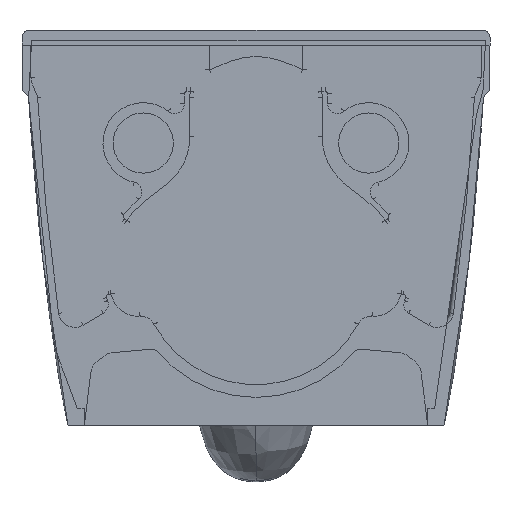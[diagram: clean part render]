
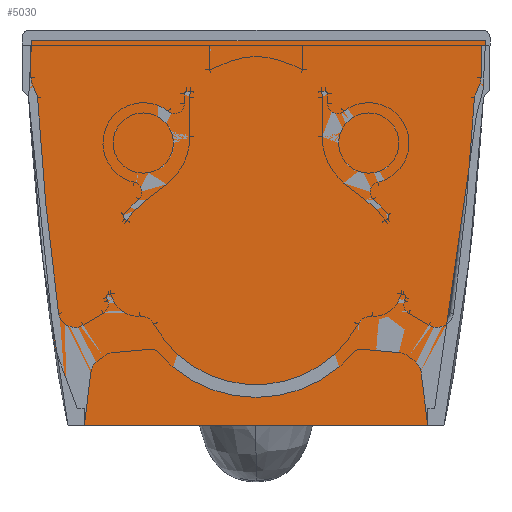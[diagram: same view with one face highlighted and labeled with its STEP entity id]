
A CAD part, left-side view. The second image highlights one B-rep face of the part: STEP entity #5030.
In plain terms, the highlighted planar face has unit normal (-1, 0, 0).
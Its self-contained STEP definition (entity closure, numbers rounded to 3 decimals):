
#1109=PLANE('',#95024);
#1534=LINE('',#94309,#3829);
#1535=LINE('',#94340,#3831);
#1539=LINE('',#94309,#3836);
#1540=LINE('',#94321,#3837);
#1541=LINE('',#94392,#3838);
#1542=LINE('',#94393,#3839);
#1543=LINE('',#94394,#3840);
#1544=LINE('',#94395,#3841);
#1545=LINE('',#94396,#3842);
#1546=LINE('',#94397,#3843);
#1547=LINE('',#94398,#3844);
#1548=LINE('',#94391,#3845);
#3829=VECTOR('',#95044,13.754);
#3831=VECTOR('',#95044,13.754);
#3836=VECTOR('',#95045,5.57);
#3837=VECTOR('',#95047,274.);
#3838=VECTOR('',#95045,5.57);
#3839=VECTOR('',#95642,235.844);
#3840=VECTOR('',#95643,22.097);
#3841=VECTOR('',#95644,38.679);
#3842=VECTOR('',#95047,362.281);
#3843=VECTOR('',#95645,46.134);
#3844=VECTOR('',#95646,200.129);
#3845=VECTOR('',#95647,51.696);
#5030=ADVANCED_FACE('Volume49',(#6207),#1109,.T.);
#6207=FACE_OUTER_BOUND('',#18295,.T.);
#11878=ORIENTED_EDGE('',*,*,#14793,.F.);
#11879=ORIENTED_EDGE('',*,*,#14783,.T.);
#11880=ORIENTED_EDGE('',*,*,#14794,.T.);
#11881=ORIENTED_EDGE('',*,*,#14785,.F.);
#11882=ORIENTED_EDGE('',*,*,#14795,.F.);
#11883=ORIENTED_EDGE('',*,*,#14796,.F.);
#11884=ORIENTED_EDGE('',*,*,#14797,.F.);
#11885=ORIENTED_EDGE('',*,*,#14798,.F.);
#11886=ORIENTED_EDGE('',*,*,#14799,.F.);
#11887=ORIENTED_EDGE('',*,*,#14800,.F.);
#11888=ORIENTED_EDGE('',*,*,#14801,.F.);
#11889=ORIENTED_EDGE('',*,*,#14802,.F.);
#14783=EDGE_CURVE('6',#17079,#17083,#1534,.T.);
#14785=EDGE_CURVE('8',#17084,#17086,#1535,.T.);
#14793=EDGE_CURVE('16',#17079,#17092,#1539,.T.);
#14794=EDGE_CURVE('17',#17083,#17086,#1540,.T.);
#14795=EDGE_CURVE('18',#17093,#17084,#1541,.T.);
#14796=EDGE_CURVE('19',#17094,#17093,#1542,.T.);
#14797=EDGE_CURVE('20',#17095,#17094,#1543,.T.);
#14798=EDGE_CURVE('21',#17096,#17095,#1544,.T.);
#14799=EDGE_CURVE('22',#17097,#17096,#1545,.T.);
#14800=EDGE_CURVE('23',#17098,#17097,#1546,.T.);
#14801=EDGE_CURVE('24',#17099,#17098,#1547,.T.);
#14802=EDGE_CURVE('25',#17092,#17099,#1548,.T.);
#17079=VERTEX_POINT('2',#94309);
#17083=VERTEX_POINT('6',#94321);
#17084=VERTEX_POINT('7',#94340);
#17086=VERTEX_POINT('9',#94343);
#17092=VERTEX_POINT('15',#94391);
#17093=VERTEX_POINT('16',#94392);
#17094=VERTEX_POINT('17',#94393);
#17095=VERTEX_POINT('18',#94394);
#17096=VERTEX_POINT('19',#94395);
#17097=VERTEX_POINT('20',#94396);
#17098=VERTEX_POINT('21',#94397);
#17099=VERTEX_POINT('22',#94398);
#18295=EDGE_LOOP('',(#11878,#11879,#11880,#11881,#11882,#11883,#11884,#11885,#11886,#11887,#11888,#11889));
#94309=CARTESIAN_POINT('',(-268.082,-184.403,67.105));
#94321=CARTESIAN_POINT('',(-268.082,-184.403,53.351));
#94340=CARTESIAN_POINT('',(-268.082,-458.403,67.105));
#94343=CARTESIAN_POINT('',(-268.082,-458.403,53.351));
#94390=CARTESIAN_POINT('',(-268.082,-504.572,53.351));
#94391=CARTESIAN_POINT('',(-268.082,-178.833,67.105));
#94392=CARTESIAN_POINT('',(-268.082,-463.972,67.105));
#94393=CARTESIAN_POINT('',(-268.082,-497.277,300.586));
#94394=CARTESIAN_POINT('',(-268.082,-502.709,322.005));
#94395=CARTESIAN_POINT('',(-268.082,-504.572,360.639));
#94396=CARTESIAN_POINT('',(-268.082,-142.291,360.639));
#94397=CARTESIAN_POINT('',(-268.082,-139.906,314.567));
#94398=CARTESIAN_POINT('',(-268.082,-160.714,115.522));
#95024=AXIS2_PLACEMENT_3D('',#94390,#95048,#95042);
#95042=DIRECTION('',(0.,0.,1.));
#95044=DIRECTION('',(0.,0.,-1.));
#95045=DIRECTION('',(0.,1.,0.));
#95047=DIRECTION('',(0.,-1.,0.));
#95048=DIRECTION('',(-1.,0.,0.));
#95642=DIRECTION('',(0.,0.141,-0.99));
#95643=DIRECTION('',(0.,0.246,-0.969));
#95644=DIRECTION('',(0.,0.048,-0.999));
#95645=DIRECTION('',(0.,-0.052,0.999));
#95646=DIRECTION('',(0.,0.104,0.995));
#95647=DIRECTION('',(0.,0.35,0.937));
